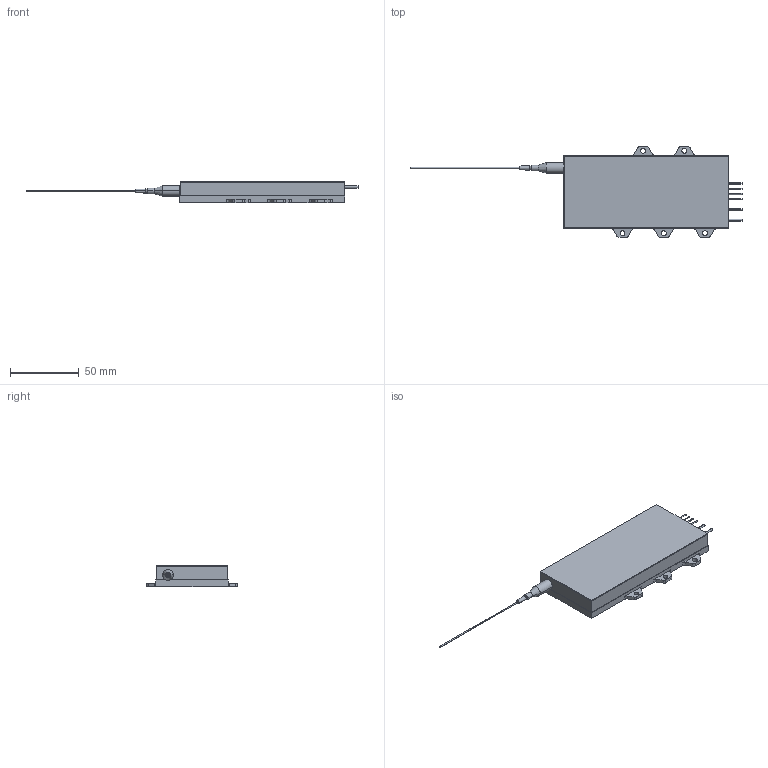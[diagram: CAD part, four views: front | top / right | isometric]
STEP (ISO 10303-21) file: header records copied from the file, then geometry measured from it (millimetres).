
FILE_DESCRIPTION (( 'STEP AP203' ), '1' );
FILE_NAME ('DK6.STEP', '2019-07-26T04:58:46', ( '微软用户' ), ( '微软中国' ), 'SwSTEP 2.0', 'SolidWorks 2012', '' );
FILE_SCHEMA (( 'CONFIG_CONTROL_DESIGN' ));
Length unit declared in the file: millimetre
Products named in the file (1): DK6
Bounding box: 241.82 x 66 x 15.5 mm (x, y, z)
Surface area: 20154.7 mm2 (no closed solid volume)
Topology: 0 solids, 23 shells, 134 faces, 376 edges, 266 vertices
Faces by surface type: cylinder 68, plane 60, cone 6
Entity records: 4493 total; most frequent: DIRECTION 836, CARTESIAN_POINT 777, ORIENTED_EDGE 644, EDGE_CURVE 376, AXIS2_PLACEMENT_3D 325, VERTEX_POINT 266, CIRCLE 190, VECTOR 186
